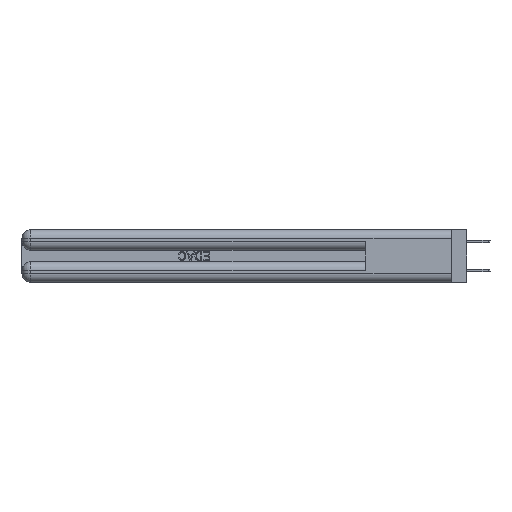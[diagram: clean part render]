
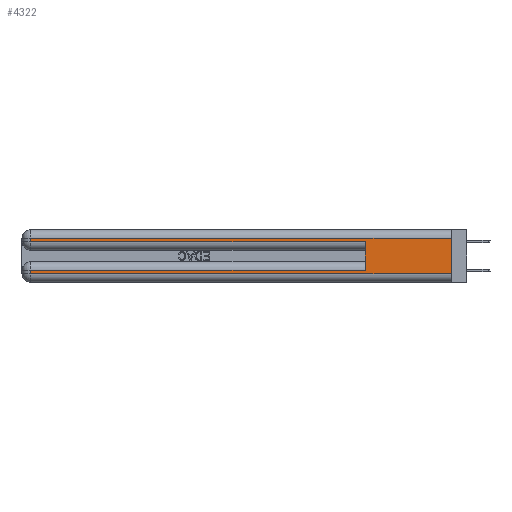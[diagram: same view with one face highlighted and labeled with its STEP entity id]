
A CAD part, left-side view. The second image highlights one B-rep face of the part: STEP entity #4322.
In plain terms, the highlighted planar face has unit normal (-1, 0, 0).
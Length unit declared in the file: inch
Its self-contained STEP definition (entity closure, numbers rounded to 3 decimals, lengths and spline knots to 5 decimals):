
#3267 = EDGE_CURVE ( 'NONE', #29152, #27401, #11667, .T. ) ;
#3269 = EDGE_LOOP ( 'NONE', ( #20731, #14833, #32247, #23736, #17094, #11108, #20614, #28758 ) ) ;
#3494 = CARTESIAN_POINT ( 'NONE',  ( 0., 2.94, 0.31 ) ) ;
#3987 = LINE ( 'NONE', #32348, #33997 ) ;
#4322 = ADVANCED_FACE ( 'NONE', ( #16580 ), #16979, .F. ) ;
#4749 = CARTESIAN_POINT ( 'NONE',  ( 0., 0.6, 0.085 ) ) ;
#4870 = LINE ( 'NONE', #15291, #5784 ) ;
#5356 = VERTEX_POINT ( 'NONE', #8031 ) ;
#5784 = VECTOR ( 'NONE', #26837, 39.37008 ) ;
#6111 = VECTOR ( 'NONE', #17683, 39.37008 ) ;
#6322 = VERTEX_POINT ( 'NONE', #3494 ) ;
#8031 = CARTESIAN_POINT ( 'NONE',  ( 0., 2.94, 0.06 ) ) ;
#8124 = EDGE_CURVE ( 'NONE', #28904, #5356, #13176, .T. ) ;
#8532 = CARTESIAN_POINT ( 'NONE',  ( 0., 2.94, 0.37 ) ) ;
#9748 = CARTESIAN_POINT ( 'NONE',  ( 0., 0., 0.31 ) ) ;
#10762 = EDGE_CURVE ( 'NONE', #26299, #19308, #24289, .T. ) ;
#10778 = VECTOR ( 'NONE', #26593, 39.37008 ) ;
#11108 = ORIENTED_EDGE ( 'NONE', *, *, #31427, .T. ) ;
#11166 = CARTESIAN_POINT ( 'NONE',  ( 0., 0., 0.37 ) ) ;
#11667 = LINE ( 'NONE', #32463, #10778 ) ;
#12601 = CARTESIAN_POINT ( 'NONE',  ( 0., 0.6, 0.285 ) ) ;
#13176 = LINE ( 'NONE', #8532, #20008 ) ;
#14580 = CARTESIAN_POINT ( 'NONE',  ( 0., 2.94, 0.085 ) ) ;
#14833 = ORIENTED_EDGE ( 'NONE', *, *, #17685, .T. ) ;
#15072 = EDGE_CURVE ( 'NONE', #31179, #19308, #4870, .T. ) ;
#15291 = CARTESIAN_POINT ( 'NONE',  ( 0., 0.6, 0.145 ) ) ;
#16576 = VECTOR ( 'NONE', #23725, 39.37008 ) ;
#16580 = FACE_OUTER_BOUND ( 'NONE', #3269, .T. ) ;
#16979 = PLANE ( 'NONE',  #34973 ) ;
#17094 = ORIENTED_EDGE ( 'NONE', *, *, #15072, .F. ) ;
#17622 = DIRECTION ( 'NONE',  ( 0., -1., 0. ) ) ;
#17683 = DIRECTION ( 'NONE',  ( 0., 1., 0. ) ) ;
#17685 = EDGE_CURVE ( 'NONE', #29152, #6322, #37230, .T. ) ;
#17889 = EDGE_CURVE ( 'NONE', #5356, #27401, #37665, .T. ) ;
#18474 = EDGE_CURVE ( 'NONE', #6322, #26299, #3987, .T. ) ;
#19308 = VERTEX_POINT ( 'NONE', #12601 ) ;
#19692 = DIRECTION ( 'NONE',  ( 0., 1., 0. ) ) ;
#19940 = DIRECTION ( 'NONE',  ( 0., 0., -1. ) ) ;
#19984 = CARTESIAN_POINT ( 'NONE',  ( 0., 0., 0.06 ) ) ;
#20008 = VECTOR ( 'NONE', #31778, 39.37008 ) ;
#20614 = ORIENTED_EDGE ( 'NONE', *, *, #8124, .T. ) ;
#20731 = ORIENTED_EDGE ( 'NONE', *, *, #3267, .F. ) ;
#23725 = DIRECTION ( 'NONE',  ( 0., -1., 0. ) ) ;
#23736 = ORIENTED_EDGE ( 'NONE', *, *, #10762, .T. ) ;
#24289 = LINE ( 'NONE', #32400, #16576 ) ;
#26299 = VERTEX_POINT ( 'NONE', #35166 ) ;
#26593 = DIRECTION ( 'NONE',  ( 0., 0., -1. ) ) ;
#26837 = DIRECTION ( 'NONE',  ( 0., 0., 1. ) ) ;
#27401 = VERTEX_POINT ( 'NONE', #19984 ) ;
#28424 = CARTESIAN_POINT ( 'NONE',  ( 0., 0., 0.31 ) ) ;
#28758 = ORIENTED_EDGE ( 'NONE', *, *, #17889, .T. ) ;
#28904 = VERTEX_POINT ( 'NONE', #14580 ) ;
#29152 = VERTEX_POINT ( 'NONE', #9748 ) ;
#29272 = LINE ( 'NONE', #35099, #6111 ) ;
#29490 = VECTOR ( 'NONE', #19692, 39.37008 ) ;
#31179 = VERTEX_POINT ( 'NONE', #4749 ) ;
#31427 = EDGE_CURVE ( 'NONE', #31179, #28904, #29272, .T. ) ;
#31778 = DIRECTION ( 'NONE',  ( 0., 0., -1. ) ) ;
#32127 = CARTESIAN_POINT ( 'NONE',  ( 0., 0., 0.06 ) ) ;
#32247 = ORIENTED_EDGE ( 'NONE', *, *, #18474, .T. ) ;
#32348 = CARTESIAN_POINT ( 'NONE',  ( 0., 2.94, 0.37 ) ) ;
#32400 = CARTESIAN_POINT ( 'NONE',  ( 0., 0., 0.285 ) ) ;
#32463 = CARTESIAN_POINT ( 'NONE',  ( 0., 0., 0.37 ) ) ;
#33997 = VECTOR ( 'NONE', #35262, 39.37008 ) ;
#34973 = AXIS2_PLACEMENT_3D ( 'NONE', #11166, #37319, #19940 ) ;
#35099 = CARTESIAN_POINT ( 'NONE',  ( 0., 0., 0.085 ) ) ;
#35166 = CARTESIAN_POINT ( 'NONE',  ( 0., 2.94, 0.285 ) ) ;
#35262 = DIRECTION ( 'NONE',  ( 0., 0., -1. ) ) ;
#36760 = VECTOR ( 'NONE', #17622, 39.37008 ) ;
#37230 = LINE ( 'NONE', #28424, #29490 ) ;
#37319 = DIRECTION ( 'NONE',  ( 1., 0., 0. ) ) ;
#37665 = LINE ( 'NONE', #32127, #36760 ) ;
